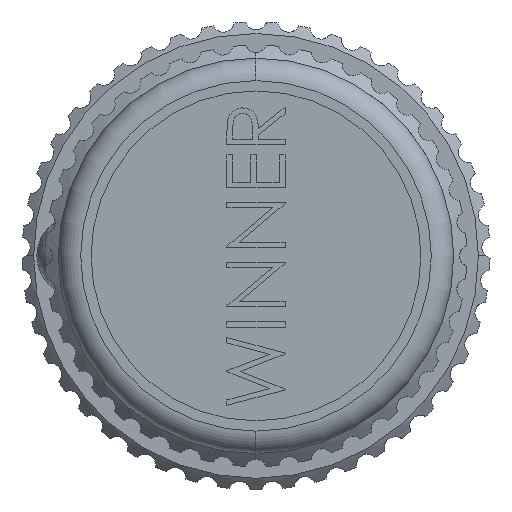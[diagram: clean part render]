
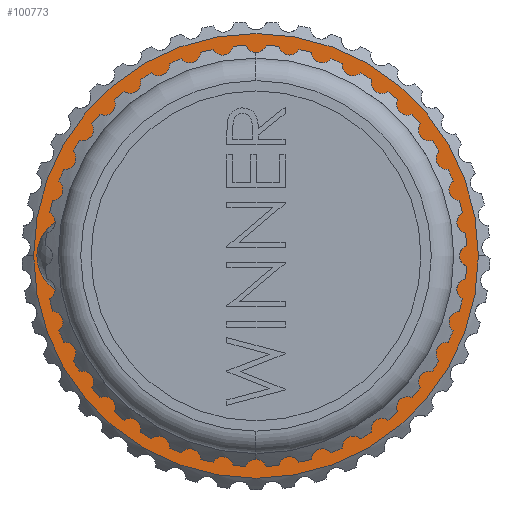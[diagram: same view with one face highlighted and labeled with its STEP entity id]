
A CAD part, left-side view. The second image highlights one B-rep face of the part: STEP entity #100773.
In plain terms, the highlighted planar face has unit normal (-1, 0, 0).
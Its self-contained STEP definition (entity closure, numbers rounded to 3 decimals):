
#630 = VERTEX_POINT ( 'NONE', #60587 ) ;
#4551 = ORIENTED_EDGE ( 'NONE', *, *, #81135, .T. ) ;
#9903 = AXIS2_PLACEMENT_3D ( 'NONE', #47634, #71967, #15918 ) ;
#13266 = CARTESIAN_POINT ( 'NONE',  ( -217.737, -15.3, 0. ) ) ;
#14958 = EDGE_CURVE ( 'NONE', #101252, #32822, #86354, .T. ) ;
#15918 = DIRECTION ( 'NONE',  ( 0., -1., 0. ) ) ;
#16963 = ORIENTED_EDGE ( 'NONE', *, *, #14958, .F. ) ;
#21761 = AXIS2_PLACEMENT_3D ( 'NONE', #41645, #57648, #81292 ) ;
#22885 = DIRECTION ( 'NONE',  ( -1., 0., 0. ) ) ;
#22980 = DIRECTION ( 'NONE',  ( -1., 0., 0. ) ) ;
#29847 = EDGE_CURVE ( 'NONE', #45754, #630, #49730, .T. ) ;
#30206 = DIRECTION ( 'NONE',  ( 0., -1., 0. ) ) ;
#31320 = DIRECTION ( 'NONE',  ( 0., -1., 0. ) ) ;
#32822 = VERTEX_POINT ( 'NONE', #95905 ) ;
#32851 = EDGE_CURVE ( 'NONE', #32822, #101252, #99209, .T. ) ;
#32902 = EDGE_LOOP ( 'NONE', ( #16963, #97411 ) ) ;
#38327 = PLANE ( 'NONE',  #42398 ) ;
#41202 = ORIENTED_EDGE ( 'NONE', *, *, #29847, .T. ) ;
#41645 = CARTESIAN_POINT ( 'NONE',  ( -217.737, 0., 0. ) ) ;
#42398 = AXIS2_PLACEMENT_3D ( 'NONE', #87342, #22980, #31320 ) ;
#45754 = VERTEX_POINT ( 'NONE', #13266 ) ;
#46728 = CARTESIAN_POINT ( 'NONE',  ( -217.737, 0., 0. ) ) ;
#47634 = CARTESIAN_POINT ( 'NONE',  ( -217.737, 0., 0. ) ) ;
#49730 = CIRCLE ( 'NONE', #65856, 15.3 ) ;
#51488 = FACE_BOUND ( 'NONE', #32902, .T. ) ;
#53420 = CARTESIAN_POINT ( 'NONE',  ( -217.737, -8.56, 0. ) ) ;
#54714 = DIRECTION ( 'NONE',  ( -1., 0., 0. ) ) ;
#57648 = DIRECTION ( 'NONE',  ( -1., 0., 0. ) ) ;
#60587 = CARTESIAN_POINT ( 'NONE',  ( -217.737, 15.3, 0. ) ) ;
#63363 = DIRECTION ( 'NONE',  ( 0., -1., 0. ) ) ;
#65856 = AXIS2_PLACEMENT_3D ( 'NONE', #70921, #22885, #30206 ) ;
#69640 = CIRCLE ( 'NONE', #21761, 15.3 ) ;
#70921 = CARTESIAN_POINT ( 'NONE',  ( -217.737, 0., 0. ) ) ;
#71967 = DIRECTION ( 'NONE',  ( -1., 0., 0. ) ) ;
#79998 = AXIS2_PLACEMENT_3D ( 'NONE', #46728, #54714, #63363 ) ;
#81135 = EDGE_CURVE ( 'NONE', #630, #45754, #69640, .T. ) ;
#81292 = DIRECTION ( 'NONE',  ( 0., -1., 0. ) ) ;
#86354 = CIRCLE ( 'NONE', #79998, 8.56 ) ;
#87342 = CARTESIAN_POINT ( 'NONE',  ( -217.737, 0., 0. ) ) ;
#90363 = EDGE_LOOP ( 'NONE', ( #4551, #41202 ) ) ;
#95905 = CARTESIAN_POINT ( 'NONE',  ( -217.737, 8.56, 0. ) ) ;
#97411 = ORIENTED_EDGE ( 'NONE', *, *, #32851, .F. ) ;
#97460 = FACE_OUTER_BOUND ( 'NONE', #90363, .T. ) ;
#99209 = CIRCLE ( 'NONE', #9903, 8.56 ) ;
#100773 = ADVANCED_FACE ( 'NONE', ( #51488, #97460 ), #38327, .T. ) ;
#101252 = VERTEX_POINT ( 'NONE', #53420 ) ;
